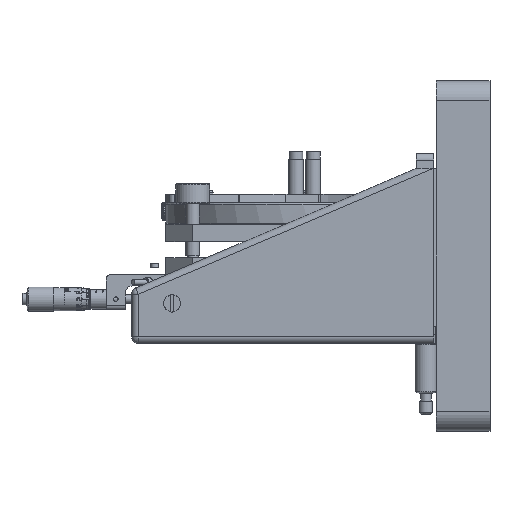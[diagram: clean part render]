
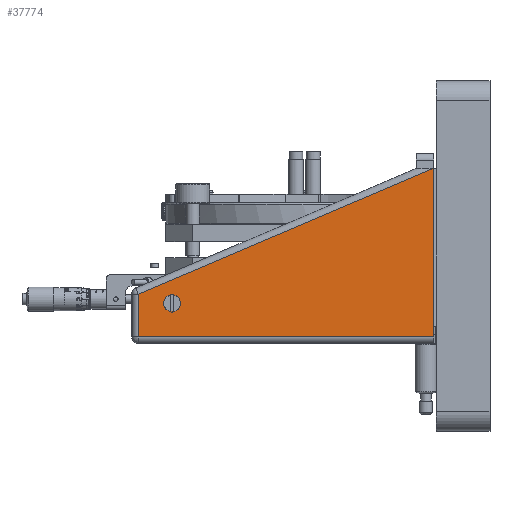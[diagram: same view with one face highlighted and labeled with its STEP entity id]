
A CAD part, left-side view. The second image highlights one B-rep face of the part: STEP entity #37774.
In plain terms, the highlighted planar face has unit normal (-1, 0, 0).
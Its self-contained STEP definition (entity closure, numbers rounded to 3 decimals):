
#1609 = LINE ( 'NONE', #29307, #25623 ) ;
#1755 = VECTOR ( 'NONE', #37882, 1000. ) ;
#1997 = VERTEX_POINT ( 'NONE', #33580 ) ;
#2687 = VERTEX_POINT ( 'NONE', #36599 ) ;
#3830 = CARTESIAN_POINT ( 'NONE',  ( -170., 240.5, 65. ) ) ;
#4120 = DIRECTION ( 'NONE',  ( 0., 0., -1. ) ) ;
#5165 = CARTESIAN_POINT ( 'NONE',  ( -170., 240.5, -28.303 ) ) ;
#6289 = CIRCLE ( 'NONE', #21491, 6.125 ) ;
#6617 = EDGE_CURVE ( 'NONE', #1997, #1997, #6289, .T. ) ;
#7562 = DIRECTION ( 'NONE',  ( 0., 0., -1. ) ) ;
#7846 = DIRECTION ( 'NONE',  ( 1., 0., 0. ) ) ;
#8920 = ORIENTED_EDGE ( 'NONE', *, *, #45509, .T. ) ;
#9553 = LINE ( 'NONE', #33071, #48431 ) ;
#10564 = EDGE_CURVE ( 'NONE', #48807, #18729, #1609, .T. ) ;
#11847 = VERTEX_POINT ( 'NONE', #26051 ) ;
#12750 = LINE ( 'NONE', #3830, #54042 ) ;
#12897 = PLANE ( 'NONE',  #26129 ) ;
#13656 = ORIENTED_EDGE ( 'NONE', *, *, #10564, .T. ) ;
#15895 = EDGE_LOOP ( 'NONE', ( #18439, #13656, #8920, #41993, #56226 ) ) ;
#18439 = ORIENTED_EDGE ( 'NONE', *, *, #28827, .F. ) ;
#18729 = VERTEX_POINT ( 'NONE', #5165 ) ;
#19010 = CARTESIAN_POINT ( 'NONE',  ( -170., 21.5, -60. ) ) ;
#19070 = DIRECTION ( 'NONE',  ( 0., -1., 0. ) ) ;
#20364 = DIRECTION ( 'NONE',  ( 0., 0.92, -0.392 ) ) ;
#21491 = AXIS2_PLACEMENT_3D ( 'NONE', #27821, #54361, #50172 ) ;
#25623 = VECTOR ( 'NONE', #20364, 1000. ) ;
#26017 = FACE_OUTER_BOUND ( 'NONE', #15895, .T. ) ;
#26051 = CARTESIAN_POINT ( 'NONE',  ( -170., 240.5, -60. ) ) ;
#26129 = AXIS2_PLACEMENT_3D ( 'NONE', #44805, #7846, #7562 ) ;
#27264 = DIRECTION ( 'NONE',  ( 0., 0., 1. ) ) ;
#27821 = CARTESIAN_POINT ( 'NONE',  ( -170., 215.5, -35. ) ) ;
#28655 = CARTESIAN_POINT ( 'NONE',  ( -170., -19.5, 65. ) ) ;
#28827 = EDGE_CURVE ( 'NONE', #48807, #2687, #38185, .T. ) ;
#29307 = CARTESIAN_POINT ( 'NONE',  ( -170., -13.149, 79.889 ) ) ;
#31270 = EDGE_LOOP ( 'NONE', ( #50561 ) ) ;
#31397 = FACE_BOUND ( 'NONE', #31270, .T. ) ;
#31747 = CARTESIAN_POINT ( 'NONE',  ( -170., 21.5, -65. ) ) ;
#31806 = VERTEX_POINT ( 'NONE', #19010 ) ;
#33071 = CARTESIAN_POINT ( 'NONE',  ( -170., 21.5, -60. ) ) ;
#33580 = CARTESIAN_POINT ( 'NONE',  ( -170., 215.5, -28.875 ) ) ;
#33811 = CARTESIAN_POINT ( 'NONE',  ( -170., 21.756, 65. ) ) ;
#35333 = LINE ( 'NONE', #31747, #49627 ) ;
#36599 = CARTESIAN_POINT ( 'NONE',  ( -170., 21.5, 65. ) ) ;
#37774 = ADVANCED_FACE ( 'NONE', ( #31397, #26017 ), #12897, .F. ) ;
#37882 = DIRECTION ( 'NONE',  ( 0., -1., 0. ) ) ;
#38185 = LINE ( 'NONE', #28655, #1755 ) ;
#41993 = ORIENTED_EDGE ( 'NONE', *, *, #44405, .T. ) ;
#44405 = EDGE_CURVE ( 'NONE', #11847, #31806, #9553, .T. ) ;
#44805 = CARTESIAN_POINT ( 'NONE',  ( -170., -19.5, 65. ) ) ;
#45509 = EDGE_CURVE ( 'NONE', #18729, #11847, #12750, .T. ) ;
#48431 = VECTOR ( 'NONE', #19070, 1000. ) ;
#48807 = VERTEX_POINT ( 'NONE', #33811 ) ;
#49627 = VECTOR ( 'NONE', #27264, 1000. ) ;
#50172 = DIRECTION ( 'NONE',  ( 0., 0., 1. ) ) ;
#50561 = ORIENTED_EDGE ( 'NONE', *, *, #6617, .F. ) ;
#54042 = VECTOR ( 'NONE', #4120, 1000. ) ;
#54361 = DIRECTION ( 'NONE',  ( -1., 0., 0. ) ) ;
#55309 = EDGE_CURVE ( 'NONE', #31806, #2687, #35333, .T. ) ;
#56226 = ORIENTED_EDGE ( 'NONE', *, *, #55309, .T. ) ;
